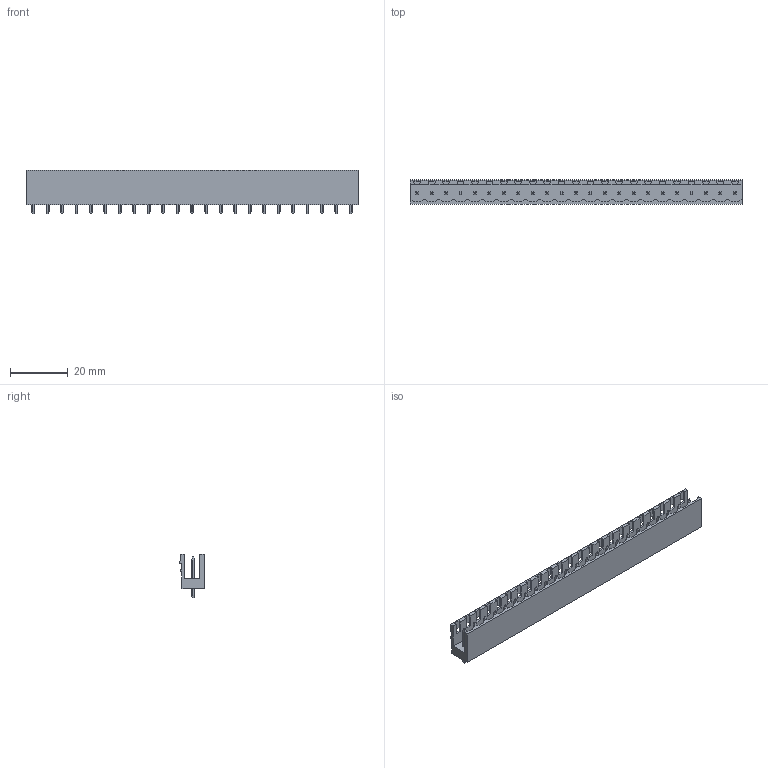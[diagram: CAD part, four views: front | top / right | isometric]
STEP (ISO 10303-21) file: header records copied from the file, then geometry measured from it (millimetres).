
FILE_DESCRIPTION(('CATIA V5 STEP Exchange','CAx-IF Rec.Pracs.--- Model Styling and Organization---1.2---2011-12-15'),'2;1');
FILE_NAME ('D1457131_0_1841140000_1841140000.stp','2018-11-20T03:23:52+00:00',('none'),('Weidmueller'),'CATIA Version 5-6 Release 2014','CATIA V5 STEP AP214','none');
FILE_SCHEMA(('AUTOMOTIVE_DESIGN { 1 0 10303 214 1 1 1 1 }'));
Length unit declared in the file: millimetre
Products named in the file (1): 1841140000
Bounding box: 115 x 8.43 x 15.2 mm (x, y, z)
Volume: 5232.7 mm3; surface area: 8458.2 mm2
Topology: 24 solids, 24 shells, 847 faces, 2555 edges, 1710 vertices
Faces by surface type: plane 638, cylinder 209
Entity records: 26563 total; most frequent: CARTESIAN_POINT 6021, ORIENTED_EDGE 5110, DIRECTION 2937, EDGE_CURVE 2555, VECTOR 1769, LINE 1769, VERTEX_POINT 1710, EDGE_LOOP 893
